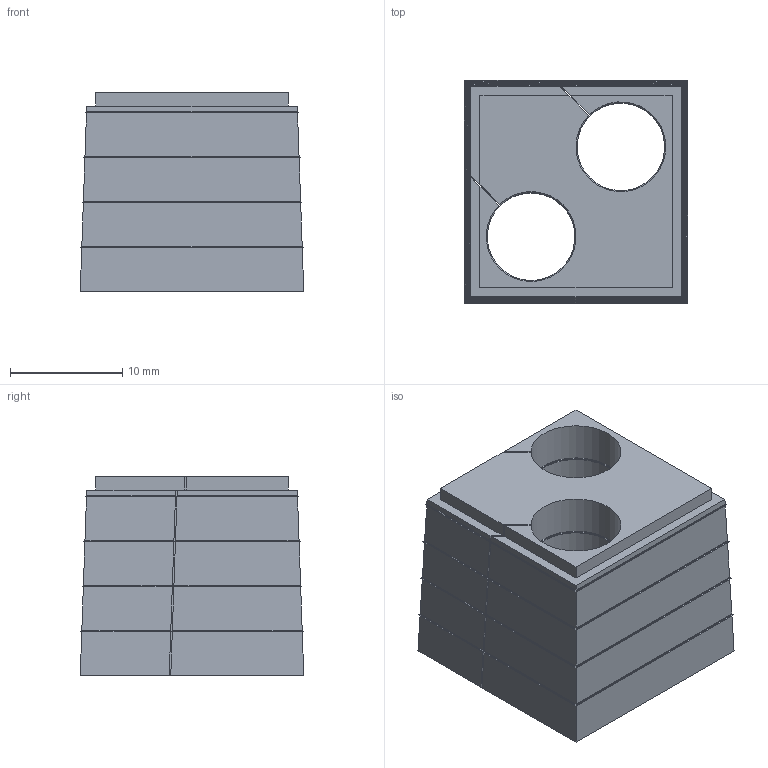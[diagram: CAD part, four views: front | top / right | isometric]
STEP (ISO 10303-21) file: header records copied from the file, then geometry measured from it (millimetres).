
FILE_DESCRIPTION(/* description */ (''),/* implementation_level */ '2;1');
FILE_NAME(/* name */ '29692_6_KDS-DE_2x8.stp',/* time_stamp */ '2023-10-17T09:51:26+02:00',/* author */ (''),/* organization */ (''),/* preprocessor_version */ 'ST-DEVELOPER v19.3',/* originating_system */ 'SIEMENS PLM Software NX2212.1700',/* authorisation */ '');
FILE_SCHEMA (('AUTOMOTIVE_DESIGN { 1 0 10303 214 3 1 1 1 }'));
Length unit declared in the file: millimetre
Products named in the file (1): 29692_6_KDS-DE_2x8
Bounding box: 19.9 x 19.9 x 17.7 mm (x, y, z)
Volume: 4721.7 mm3; surface area: 3143.1 mm2
Topology: 1 solids, 1 shells, 139 faces, 377 edges, 246 vertices
Faces by surface type: plane 107, cylinder 13, cone 10, extrusion 9
Full cylindrical faces by diameter (mm): 3.5 x1
Entity records: 4636 total; most frequent: CARTESIAN_POINT 1209, ORIENTED_EDGE 750, DIRECTION 616, EDGE_CURVE 375, VECTOR 280, LINE 271, VERTEX_POINT 246, AXIS2_PLACEMENT_3D 168
